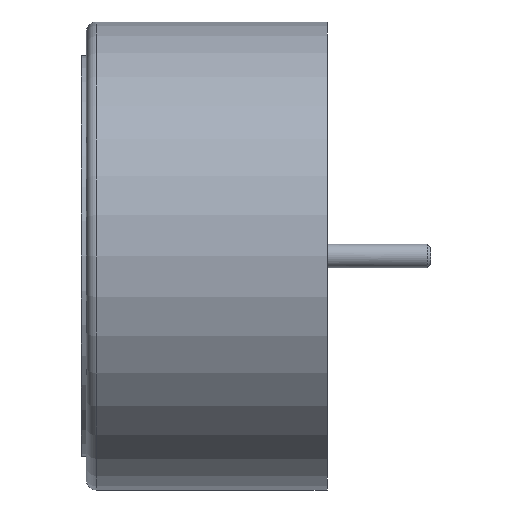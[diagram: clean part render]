
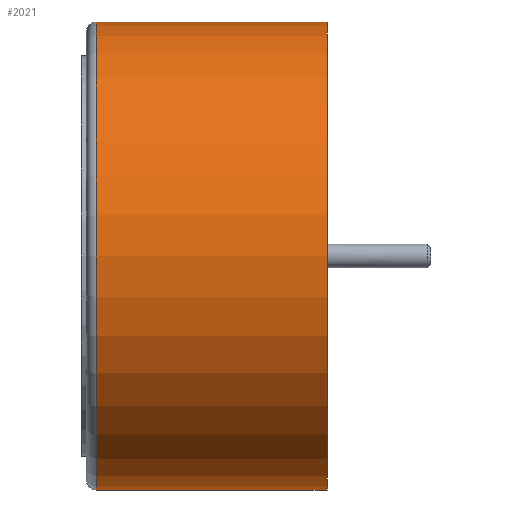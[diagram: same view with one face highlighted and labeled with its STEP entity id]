
A CAD part, left-side view. The second image highlights one B-rep face of the part: STEP entity #2021.
In plain terms, the highlighted cylindrical face has radius 7 mm (diameter 14 mm), a partial arc.
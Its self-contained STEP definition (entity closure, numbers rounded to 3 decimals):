
#114 = AXIS2_PLACEMENT_3D ( 'NONE', #148, #339, #1011 ) ;
#117 = CARTESIAN_POINT ( 'NONE',  ( 0., 6.9, -7. ) ) ;
#148 = CARTESIAN_POINT ( 'NONE',  ( 0., 6.9, 0. ) ) ;
#190 = EDGE_CURVE ( 'NONE', #1847, #555, #264, .T. ) ;
#192 = VECTOR ( 'NONE', #1929, 1000. ) ;
#264 = LINE ( 'NONE', #986, #2303 ) ;
#278 = CARTESIAN_POINT ( 'NONE',  ( 0., 0., 0. ) ) ;
#318 = AXIS2_PLACEMENT_3D ( 'NONE', #278, #1518, #1921 ) ;
#336 = DIRECTION ( 'NONE',  ( 0., -1., 0. ) ) ;
#339 = DIRECTION ( 'NONE',  ( 0., -1., 0. ) ) ;
#426 = EDGE_LOOP ( 'NONE', ( #729, #454, #614, #1453 ) ) ;
#429 = VERTEX_POINT ( 'NONE', #679 ) ;
#454 = ORIENTED_EDGE ( 'NONE', *, *, #490, .T. ) ;
#490 = EDGE_CURVE ( 'NONE', #429, #1847, #1846, .T. ) ;
#493 = CARTESIAN_POINT ( 'NONE',  ( 0., 0., -7. ) ) ;
#555 = VERTEX_POINT ( 'NONE', #493 ) ;
#614 = ORIENTED_EDGE ( 'NONE', *, *, #190, .T. ) ;
#678 = DIRECTION ( 'NONE',  ( 0., 0., -1. ) ) ;
#679 = CARTESIAN_POINT ( 'NONE',  ( 0., 6.9, 7. ) ) ;
#721 = CYLINDRICAL_SURFACE ( 'NONE', #985, 7. ) ;
#729 = ORIENTED_EDGE ( 'NONE', *, *, #1539, .F. ) ;
#821 = CARTESIAN_POINT ( 'NONE',  ( 0., 0., 7. ) ) ;
#985 = AXIS2_PLACEMENT_3D ( 'NONE', #1794, #336, #678 ) ;
#986 = CARTESIAN_POINT ( 'NONE',  ( 0., 7.2, -7. ) ) ;
#1011 = DIRECTION ( 'NONE',  ( 0., 0., 1. ) ) ;
#1261 = FACE_OUTER_BOUND ( 'NONE', #426, .T. ) ;
#1453 = ORIENTED_EDGE ( 'NONE', *, *, #2210, .T. ) ;
#1518 = DIRECTION ( 'NONE',  ( 0., 1., 0. ) ) ;
#1539 = EDGE_CURVE ( 'NONE', #429, #1863, #1916, .T. ) ;
#1794 = CARTESIAN_POINT ( 'NONE',  ( 0., 7.2, 0. ) ) ;
#1846 = CIRCLE ( 'NONE', #114, 7. ) ;
#1847 = VERTEX_POINT ( 'NONE', #117 ) ;
#1863 = VERTEX_POINT ( 'NONE', #821 ) ;
#1891 = CARTESIAN_POINT ( 'NONE',  ( 0., 7.2, 7. ) ) ;
#1900 = CIRCLE ( 'NONE', #318, 7. ) ;
#1901 = DIRECTION ( 'NONE',  ( 0., -1., 0. ) ) ;
#1916 = LINE ( 'NONE', #1891, #192 ) ;
#1921 = DIRECTION ( 'NONE',  ( 0., 0., 1. ) ) ;
#1929 = DIRECTION ( 'NONE',  ( 0., -1., 0. ) ) ;
#2021 = ADVANCED_FACE ( 'NONE', ( #1261 ), #721, .T. ) ;
#2210 = EDGE_CURVE ( 'NONE', #555, #1863, #1900, .T. ) ;
#2303 = VECTOR ( 'NONE', #1901, 1000. ) ;
